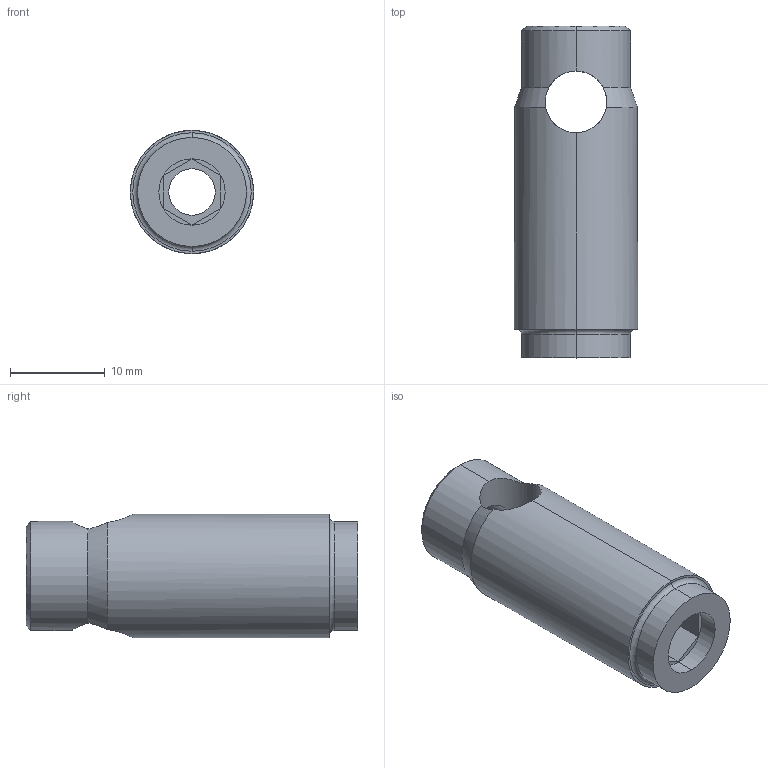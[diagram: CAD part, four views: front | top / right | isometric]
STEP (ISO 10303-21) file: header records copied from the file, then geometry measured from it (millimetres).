
FILE_DESCRIPTION (( 'STEP AP214' ), '1' );
FILE_NAME ('099GS103M6.STEP', '2015-06-19T07:23:35', ( 'Not-Admin' ), ( 'Hewlett-Packard Company' ), 'SwSTEP 2.0', 'SolidWorks 2014', '' );
FILE_SCHEMA (( 'AUTOMOTIVE_DESIGN' ));
Length unit declared in the file: millimetre
Products named in the file (1): 099GS103M6
Bounding box: 13 x 35 x 13 mm (x, y, z)
Volume: 3274.1 mm3; surface area: 2185.5 mm2
Topology: 1 solids, 1 shells, 33 faces, 84 edges, 54 vertices
Faces by surface type: cylinder 14, plane 11, cone 6, torus 2
Entity records: 1463 total; most frequent: CARTESIAN_POINT 444, ORIENTED_EDGE 168, DIRECTION 160, EDGE_CURVE 84, AXIS2_PLACEMENT_3D 62, VERTEX_POINT 54, EDGE_LOOP 40, VECTOR 36
